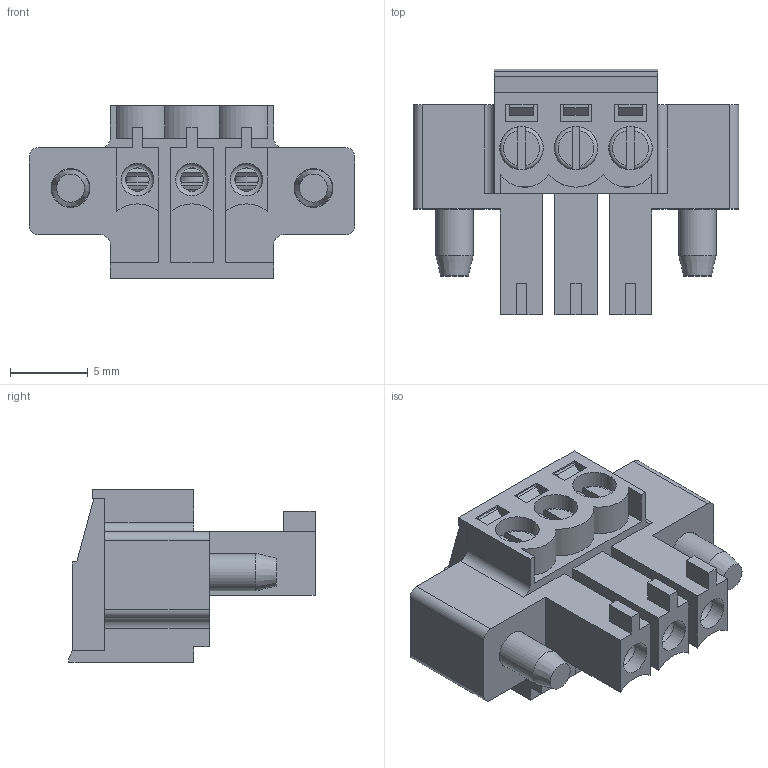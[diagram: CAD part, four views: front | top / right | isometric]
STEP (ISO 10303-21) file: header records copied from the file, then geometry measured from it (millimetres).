
FILE_DESCRIPTION( ( 'Unknown' ), '1' );
FILE_NAME( '691364100003.stp', 'Unknown', ( 'Unknown' ), ( 'Unknown' ), 'PSStep 15.0.49', 'Unknown', ' ' );
FILE_SCHEMA( ( 'AUTOMOTIVE_DESIGN { 1 0 10303 214 1 1 1 1 }' ) );
Length unit declared in the file: millimetre
Products named in the file (7): Assem1; 691364100003_M; 6913641000xx_CAGE; 6913641000xx_VIS; 6913641000xx_PIN; 6913641000xx_VIS Flange; 691364100003
Assembly tree (13 placements, depth 2):
  Assem1
    691364100003_M
    6913641000xx_CAGE  x3
    6913641000xx_VIS  x3
    6913641000xx_PIN  x3
    6913641000xx_VIS Flange  x2
    691364100003
Bounding box: 20.9 x 15.8 x 11.1 mm (x, y, z)
Volume: 1103 mm3; surface area: 3271.1 mm2
Topology: 13 solids, 13 shells, 532 faces, 1431 edges, 942 vertices
Faces by surface type: plane 412, cylinder 97, torus 18, cone 5
Full cylindrical faces by diameter (mm): 1.5 x3, 1.9 x9, 2.1 x3, 2.4 x2, 2.5 x2, 2.8 x6, 3.75 x2, 4 x2
Entity records: 13811 total; most frequent: CARTESIAN_POINT 1942, ORIENTED_EDGE 1832, DIRECTION 1765, EDGE_CURVE 916, LINE 785, VECTOR 785, VERTEX_POINT 619, AXIS2_PLACEMENT_3D 490
